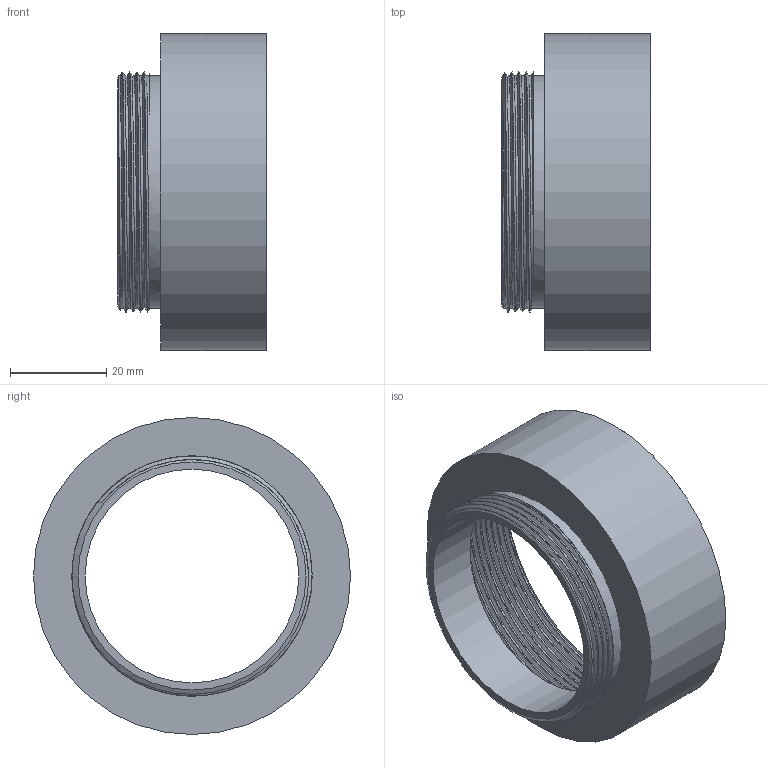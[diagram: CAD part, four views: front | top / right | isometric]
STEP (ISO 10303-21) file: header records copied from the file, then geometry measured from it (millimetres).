
FILE_DESCRIPTION(/* description */ ('Erweiterungen rund M/M'),/* implementation_level */ '2;1');
FILE_NAME(/* name */ '62085063-RST.stp',/* time_stamp */ '2020-07-01T14:16:44+02:00',/* author */ ('sl'),/* organization */ (''),/* preprocessor_version */ 'ST-DEVELOPER v16.5',/* originating_system */ 'Autodesk Inventor 2017',/* authorisation */ '');
FILE_SCHEMA (('AUTOMOTIVE_DESIGN { 1 0 10303 214 3 1 1 }'));
Length unit declared in the file: millimetre
Products named in the file (1): 62085063
Bounding box: 31 x 66 x 66 mm (x, y, z)
Volume: 14305.7 mm3; surface area: 17439.1 mm2
Topology: 1 solids, 1 shells, 33 faces, 86 edges, 57 vertices
Faces by surface type: cylinder 20, plane 6, bspline 4, cone 2, torus 1
Full cylindrical faces by diameter (mm): 44.5 x1, 48.478 x4, 61.3 x10, 66 x1
Entity records: 3307 total; most frequent: CARTESIAN_POINT 2913, DIRECTION 70, ORIENTED_EDGE 66, AXIS2_PLACEMENT_3D 35, EDGE_CURVE 33, EDGE_LOOP 30, VERTEX_POINT 25, FACE_OUTER_BOUND 19
